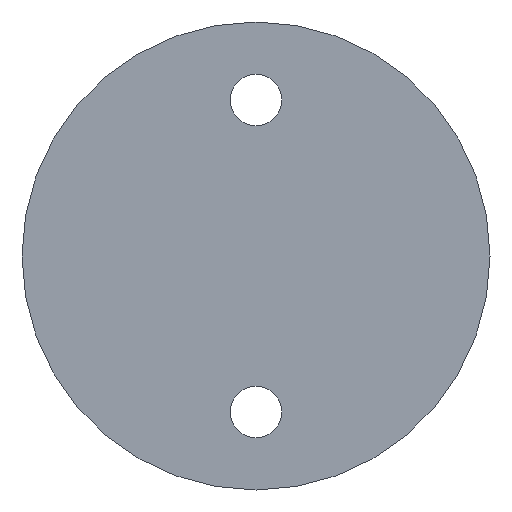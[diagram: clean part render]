
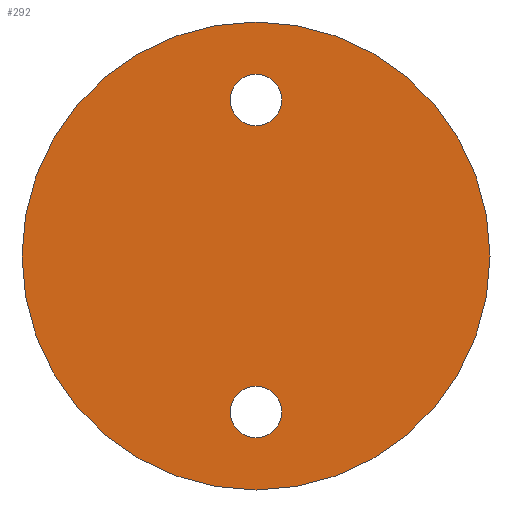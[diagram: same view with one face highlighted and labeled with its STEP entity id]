
A CAD part, front view. The second image highlights one B-rep face of the part: STEP entity #292.
In plain terms, the highlighted planar face has unit normal (0, -1, 0).
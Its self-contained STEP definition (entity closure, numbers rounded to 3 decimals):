
#7 = AXIS2_PLACEMENT_3D ( 'NONE', #746, #397, #638 ) ;
#14 = VERTEX_POINT ( 'NONE', #97 ) ;
#18 = EDGE_CURVE ( 'NONE', #425, #14, #509, .T. ) ;
#19 = PLANE ( 'NONE',  #444 ) ;
#24 = VERTEX_POINT ( 'NONE', #334 ) ;
#37 = ORIENTED_EDGE ( 'NONE', *, *, #462, .T. ) ;
#82 = VERTEX_POINT ( 'NONE', #583 ) ;
#97 = CARTESIAN_POINT ( 'NONE',  ( 0., 0., 8.35 ) ) ;
#99 = CARTESIAN_POINT ( 'NONE',  ( 0., 0., 10. ) ) ;
#115 = DIRECTION ( 'NONE',  ( 0., -1., 0. ) ) ;
#136 = ORIENTED_EDGE ( 'NONE', *, *, #18, .F. ) ;
#148 = CIRCLE ( 'NONE', #464, 15. ) ;
#169 = CARTESIAN_POINT ( 'NONE',  ( 0., 0., 10. ) ) ;
#176 = CARTESIAN_POINT ( 'NONE',  ( 0., 0., -11.65 ) ) ;
#182 = DIRECTION ( 'NONE',  ( 0., 0., -1. ) ) ;
#199 = DIRECTION ( 'NONE',  ( 0., -1., 0. ) ) ;
#206 = CARTESIAN_POINT ( 'NONE',  ( 0., 0., 0. ) ) ;
#218 = ORIENTED_EDGE ( 'NONE', *, *, #224, .T. ) ;
#224 = EDGE_CURVE ( 'NONE', #82, #484, #148, .T. ) ;
#229 = EDGE_LOOP ( 'NONE', ( #538, #431 ) ) ;
#258 = FACE_BOUND ( 'NONE', #502, .T. ) ;
#261 = DIRECTION ( 'NONE',  ( 0., 0., -1. ) ) ;
#267 = DIRECTION ( 'NONE',  ( 0., 0., -1. ) ) ;
#270 = AXIS2_PLACEMENT_3D ( 'NONE', #523, #342, #576 ) ;
#273 = CIRCLE ( 'NONE', #7, 1.65 ) ;
#292 = ADVANCED_FACE ( 'NONE', ( #258, #623, #448 ), #19, .T. ) ;
#334 = CARTESIAN_POINT ( 'NONE',  ( 0., 0., -8.35 ) ) ;
#342 = DIRECTION ( 'NONE',  ( 0., -1., 0. ) ) ;
#395 = EDGE_LOOP ( 'NONE', ( #218, #37 ) ) ;
#397 = DIRECTION ( 'NONE',  ( 0., -1., 0. ) ) ;
#425 = VERTEX_POINT ( 'NONE', #566 ) ;
#431 = ORIENTED_EDGE ( 'NONE', *, *, #446, .F. ) ;
#444 = AXIS2_PLACEMENT_3D ( 'NONE', #206, #617, #267 ) ;
#446 = EDGE_CURVE ( 'NONE', #24, #642, #694, .T. ) ;
#448 = FACE_OUTER_BOUND ( 'NONE', #395, .T. ) ;
#455 = AXIS2_PLACEMENT_3D ( 'NONE', #633, #751, #457 ) ;
#457 = DIRECTION ( 'NONE',  ( 0., 0., -1. ) ) ;
#462 = EDGE_CURVE ( 'NONE', #484, #82, #498, .T. ) ;
#464 = AXIS2_PLACEMENT_3D ( 'NONE', #737, #199, #261 ) ;
#482 = EDGE_CURVE ( 'NONE', #642, #24, #273, .T. ) ;
#484 = VERTEX_POINT ( 'NONE', #693 ) ;
#498 = CIRCLE ( 'NONE', #455, 15. ) ;
#502 = EDGE_LOOP ( 'NONE', ( #587, #136 ) ) ;
#509 = CIRCLE ( 'NONE', #663, 1.65 ) ;
#523 = CARTESIAN_POINT ( 'NONE',  ( 0., 0., -10. ) ) ;
#538 = ORIENTED_EDGE ( 'NONE', *, *, #482, .F. ) ;
#553 = CIRCLE ( 'NONE', #741, 1.65 ) ;
#566 = CARTESIAN_POINT ( 'NONE',  ( 0., 0., 11.65 ) ) ;
#576 = DIRECTION ( 'NONE',  ( 0., 0., -1. ) ) ;
#577 = EDGE_CURVE ( 'NONE', #14, #425, #553, .T. ) ;
#581 = DIRECTION ( 'NONE',  ( 0., -1., 0. ) ) ;
#583 = CARTESIAN_POINT ( 'NONE',  ( 0., 0., -15. ) ) ;
#587 = ORIENTED_EDGE ( 'NONE', *, *, #577, .F. ) ;
#617 = DIRECTION ( 'NONE',  ( 0., -1., 0. ) ) ;
#623 = FACE_BOUND ( 'NONE', #229, .T. ) ;
#633 = CARTESIAN_POINT ( 'NONE',  ( 0., 0., 0. ) ) ;
#638 = DIRECTION ( 'NONE',  ( 0., 0., -1. ) ) ;
#642 = VERTEX_POINT ( 'NONE', #176 ) ;
#663 = AXIS2_PLACEMENT_3D ( 'NONE', #99, #115, #182 ) ;
#693 = CARTESIAN_POINT ( 'NONE',  ( 0., 0., 15. ) ) ;
#694 = CIRCLE ( 'NONE', #270, 1.65 ) ;
#737 = CARTESIAN_POINT ( 'NONE',  ( 0., 0., 0. ) ) ;
#741 = AXIS2_PLACEMENT_3D ( 'NONE', #169, #581, #760 ) ;
#746 = CARTESIAN_POINT ( 'NONE',  ( 0., 0., -10. ) ) ;
#751 = DIRECTION ( 'NONE',  ( 0., -1., 0. ) ) ;
#760 = DIRECTION ( 'NONE',  ( 0., 0., -1. ) ) ;
